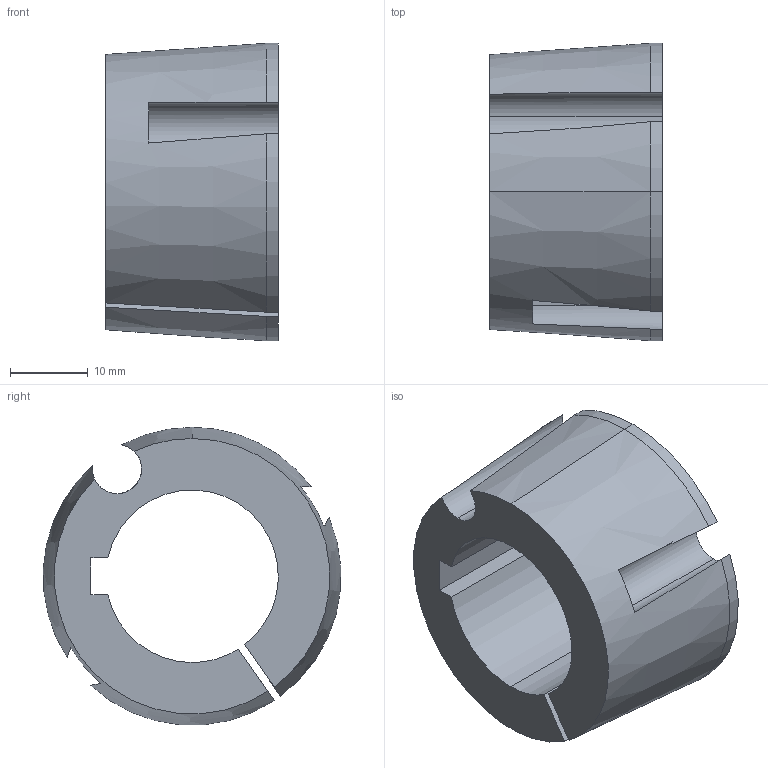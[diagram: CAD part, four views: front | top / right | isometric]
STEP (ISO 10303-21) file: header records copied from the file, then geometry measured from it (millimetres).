
FILE_DESCRIPTION (( 'STEP AP214' ), '1' );
FILE_NAME ('TL-1108-0875.step', '2015-04-08T20:57:33', ( '' ), ( '' ), 'SwSTEP 2.0', 'SolidWorks 2014', '' );
FILE_SCHEMA (( 'AUTOMOTIVE_DESIGN' ));
Length unit declared in the file: inch
Products named in the file (1): TL-1108-0875
Bounding box: 22.23 x 38.31 x 38.31 mm (x, y, z)
Volume: 13518.6 mm3; surface area: 6236.7 mm2
Topology: 1 solids, 1 shells, 28 faces, 77 edges, 51 vertices
Faces by surface type: cylinder 16, plane 9, cone 3
Entity records: 972 total; most frequent: CARTESIAN_POINT 201, DIRECTION 160, ORIENTED_EDGE 154, EDGE_CURVE 77, AXIS2_PLACEMENT_3D 64, VERTEX_POINT 51, CIRCLE 35, VECTOR 32
